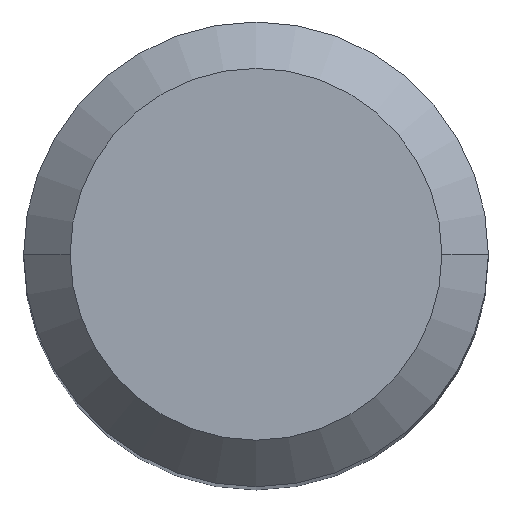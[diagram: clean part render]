
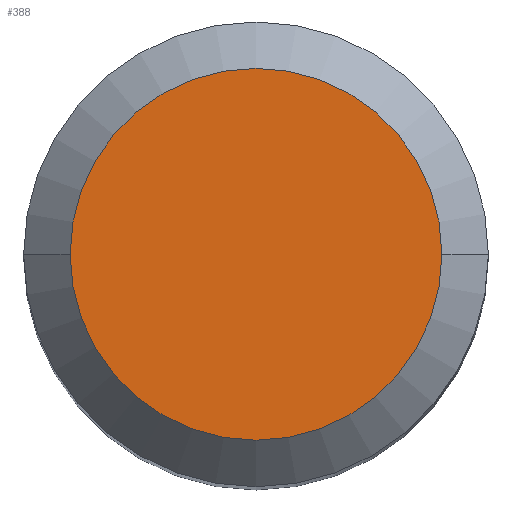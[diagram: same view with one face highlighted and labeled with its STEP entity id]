
A CAD part, top view. The second image highlights one B-rep face of the part: STEP entity #388.
In plain terms, the highlighted planar face has unit normal (0, 0, 1).
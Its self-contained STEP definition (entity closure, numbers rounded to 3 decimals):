
#31 = VERTEX_POINT ( 'NONE', #149 ) ;
#42 = FACE_OUTER_BOUND ( 'NONE', #70, .T. ) ;
#66 = DIRECTION ( 'NONE',  ( 0., 0., 1. ) ) ;
#70 = EDGE_LOOP ( 'NONE', ( #459, #221 ) ) ;
#95 = DIRECTION ( 'NONE',  ( 1., 0., 0. ) ) ;
#137 = CIRCLE ( 'NONE', #351, 2.4 ) ;
#149 = CARTESIAN_POINT ( 'NONE',  ( 2.4, 0., 38. ) ) ;
#169 = AXIS2_PLACEMENT_3D ( 'NONE', #213, #286, #208 ) ;
#198 = VERTEX_POINT ( 'NONE', #231 ) ;
#199 = DIRECTION ( 'NONE',  ( 1., 0., 0. ) ) ;
#208 = DIRECTION ( 'NONE',  ( 1., 0., 0. ) ) ;
#213 = CARTESIAN_POINT ( 'NONE',  ( 0., 0., 38. ) ) ;
#220 = CARTESIAN_POINT ( 'NONE',  ( 0., 0., 38. ) ) ;
#221 = ORIENTED_EDGE ( 'NONE', *, *, #316, .T. ) ;
#228 = EDGE_CURVE ( 'NONE', #198, #31, #137, .T. ) ;
#231 = CARTESIAN_POINT ( 'NONE',  ( -2.4, 0., 38. ) ) ;
#286 = DIRECTION ( 'NONE',  ( 0., 0., 1. ) ) ;
#315 = AXIS2_PLACEMENT_3D ( 'NONE', #220, #457, #199 ) ;
#316 = EDGE_CURVE ( 'NONE', #31, #198, #462, .T. ) ;
#345 = CARTESIAN_POINT ( 'NONE',  ( 0., 0., 38. ) ) ;
#351 = AXIS2_PLACEMENT_3D ( 'NONE', #345, #66, #95 ) ;
#357 = PLANE ( 'NONE',  #169 ) ;
#388 = ADVANCED_FACE ( 'NONE', ( #42 ), #357, .T. ) ;
#457 = DIRECTION ( 'NONE',  ( 0., 0., 1. ) ) ;
#459 = ORIENTED_EDGE ( 'NONE', *, *, #228, .T. ) ;
#462 = CIRCLE ( 'NONE', #315, 2.4 ) ;
